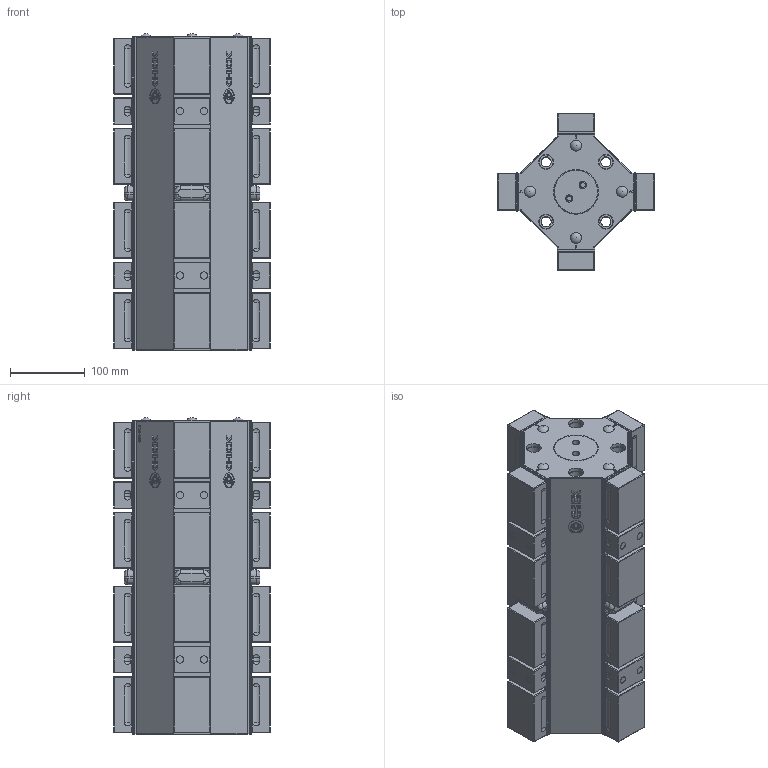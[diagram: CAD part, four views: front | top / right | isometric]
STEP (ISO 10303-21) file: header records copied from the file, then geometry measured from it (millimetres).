
FILE_DESCRIPTION((''),'2;1');
FILE_NAME('082-4202.stp','2015-03-12T09:39:50',('Dayne Stauffer'),(''),'Autodesk Inventor 2013','Autodesk Inventor 2013','');
FILE_SCHEMA(('AUTOMOTIVE_DESIGN { 1 0 10303 214 1 1 1 1 }'));
Length unit declared in the file: millimetre
Products named in the file (6): 082-4202; 082-4212; 080-0313-21; 080-2500; 080-2551; 080-2511
Assembly tree (20 placements, depth 3):
  082-4202
    082-4212
    080-0313-21  x8
    080-2500  x8
      080-2551
      080-2511
Bounding box: 210 x 210 x 424 mm (x, y, z)
Volume: 8192164.7 mm3; surface area: 926265.3 mm2
Topology: 33 solids, 81 shells, 3556 faces, 8451 edges, 5257 vertices
Faces by surface type: plane 1328, cylinder 863, bspline 808, sphere 308, torus 176, cone 73
Full cylindrical faces by diameter (mm): 4.134 x48, 5.2 x16, 6.647 x2, 9.14 x16, 9.65 x32, 9.8 x2, 10 x64, 10.106 x8, 12.7 x48, 13.5 x5, 14 x48, 18.09 x4, 18.5 x4, 20 x4, 49.9 x1, 59.98 x1
Entity records: 40386 total; most frequent: CARTESIAN_POINT 9905, DIRECTION 5903, ORIENTED_EDGE 5612, EDGE_CURVE 2806, AXIS2_PLACEMENT_3D 2192, EDGE_LOOP 1989, VERTEX_POINT 1979, VECTOR 1519
